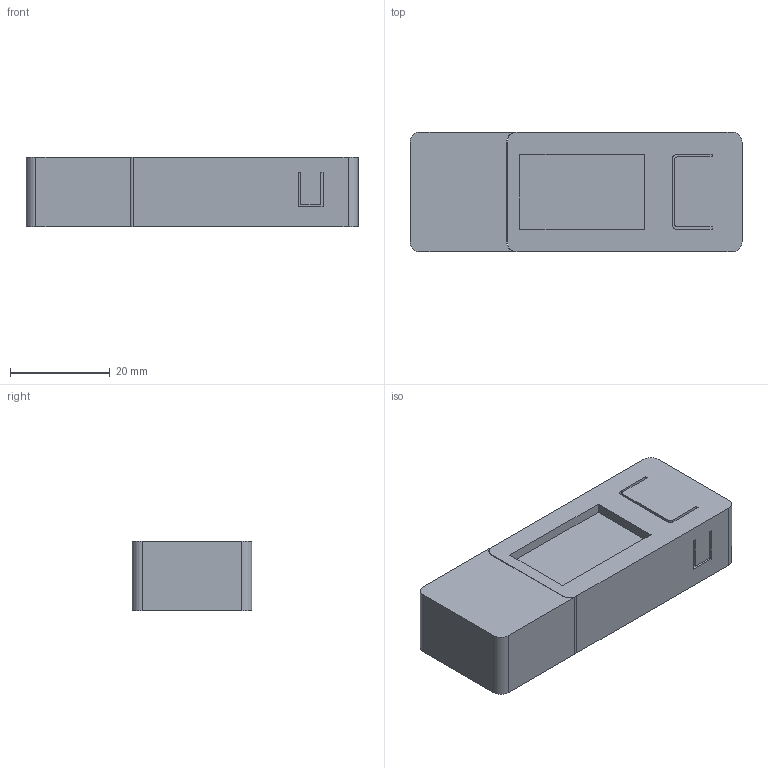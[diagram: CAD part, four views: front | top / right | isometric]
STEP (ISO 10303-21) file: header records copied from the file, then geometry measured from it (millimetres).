
FILE_DESCRIPTION (( 'STEP AP214' ), '1' );
FILE_NAME ('M5 Stick.STEP', '2025-12-02T23:42:34', ( '' ), ( '' ), 'SwSTEP 2.0', 'SolidWorks 2023', '' );
FILE_SCHEMA (( 'AUTOMOTIVE_DESIGN' ));
Length unit declared in the file: millimetre
Products named in the file (1): M5 Stick
Bounding box: 66.5 x 24 x 14 mm (x, y, z)
Volume: 21251 mm3; surface area: 7101.2 mm2
Topology: 2 solids, 2 shells, 65 faces, 162 edges, 108 vertices
Faces by surface type: plane 47, cylinder 18
Entity records: 1964 total; most frequent: CARTESIAN_POINT 336, DIRECTION 330, ORIENTED_EDGE 324, EDGE_CURVE 162, VECTOR 126, LINE 126, VERTEX_POINT 108, AXIS2_PLACEMENT_3D 102
